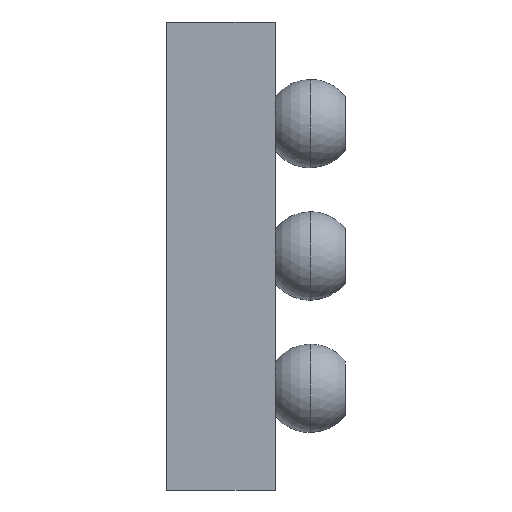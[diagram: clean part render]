
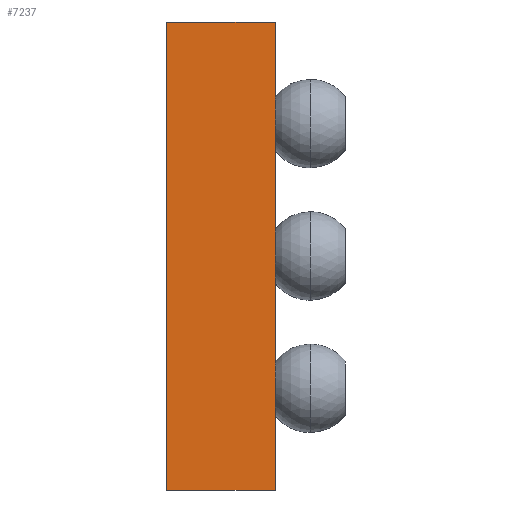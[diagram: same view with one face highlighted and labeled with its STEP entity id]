
A CAD part, left-side view. The second image highlights one B-rep face of the part: STEP entity #7237.
In plain terms, the highlighted planar face has unit normal (-1, 0, 0).
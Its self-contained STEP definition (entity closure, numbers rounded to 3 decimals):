
#256 = VERTEX_POINT ( 'NONE', #7780 ) ;
#412 = VECTOR ( 'NONE', #3813, 1000. ) ;
#638 = DIRECTION ( 'NONE',  ( 0., 0., 1. ) ) ;
#702 = VECTOR ( 'NONE', #638, 1000. ) ;
#716 = ORIENTED_EDGE ( 'NONE', *, *, #2537, .T. ) ;
#891 = VERTEX_POINT ( 'NONE', #6446 ) ;
#1058 = DIRECTION ( 'NONE',  ( 0., -1., 0. ) ) ;
#1722 = LINE ( 'NONE', #6260, #4526 ) ;
#2185 = DIRECTION ( 'NONE',  ( 0., -1., 0. ) ) ;
#2537 = EDGE_CURVE ( 'NONE', #9728, #10183, #10471, .T. ) ;
#3813 = DIRECTION ( 'NONE',  ( 0., 0., 1. ) ) ;
#4254 = DIRECTION ( 'NONE',  ( 1., 0., 0. ) ) ;
#4526 = VECTOR ( 'NONE', #1058, 1000. ) ;
#5110 = DIRECTION ( 'NONE',  ( 0., 0., -1. ) ) ;
#5597 = LINE ( 'NONE', #5635, #8717 ) ;
#5635 = CARTESIAN_POINT ( 'NONE',  ( -0.96, 0.65, 0.884 ) ) ;
#5700 = ORIENTED_EDGE ( 'NONE', *, *, #10532, .T. ) ;
#5723 = CARTESIAN_POINT ( 'NONE',  ( -0.96, 0.24, 0.884 ) ) ;
#6021 = AXIS2_PLACEMENT_3D ( 'NONE', #8602, #4254, #5110 ) ;
#6065 = ORIENTED_EDGE ( 'NONE', *, *, #8296, .F. ) ;
#6260 = CARTESIAN_POINT ( 'NONE',  ( -0.96, 0.65, -0.884 ) ) ;
#6446 = CARTESIAN_POINT ( 'NONE',  ( -0.96, 0.65, 0.884 ) ) ;
#6808 = LINE ( 'NONE', #8154, #412 ) ;
#7237 = ADVANCED_FACE ( 'NONE', ( #10036 ), #9350, .F. ) ;
#7780 = CARTESIAN_POINT ( 'NONE',  ( -0.96, 0.65, -0.884 ) ) ;
#7849 = CARTESIAN_POINT ( 'NONE',  ( -0.96, 0.24, 0.884 ) ) ;
#8032 = ORIENTED_EDGE ( 'NONE', *, *, #9875, .F. ) ;
#8154 = CARTESIAN_POINT ( 'NONE',  ( -0.96, 0.65, 0.884 ) ) ;
#8296 = EDGE_CURVE ( 'NONE', #891, #10183, #5597, .T. ) ;
#8602 = CARTESIAN_POINT ( 'NONE',  ( -0.96, 0.65, 0.884 ) ) ;
#8717 = VECTOR ( 'NONE', #2185, 1000. ) ;
#8791 = CARTESIAN_POINT ( 'NONE',  ( -0.96, 0.24, -0.884 ) ) ;
#9350 = PLANE ( 'NONE',  #6021 ) ;
#9728 = VERTEX_POINT ( 'NONE', #8791 ) ;
#9875 = EDGE_CURVE ( 'NONE', #256, #891, #6808, .T. ) ;
#10036 = FACE_OUTER_BOUND ( 'NONE', #10528, .T. ) ;
#10183 = VERTEX_POINT ( 'NONE', #7849 ) ;
#10471 = LINE ( 'NONE', #5723, #702 ) ;
#10528 = EDGE_LOOP ( 'NONE', ( #716, #6065, #8032, #5700 ) ) ;
#10532 = EDGE_CURVE ( 'NONE', #256, #9728, #1722, .T. ) ;
